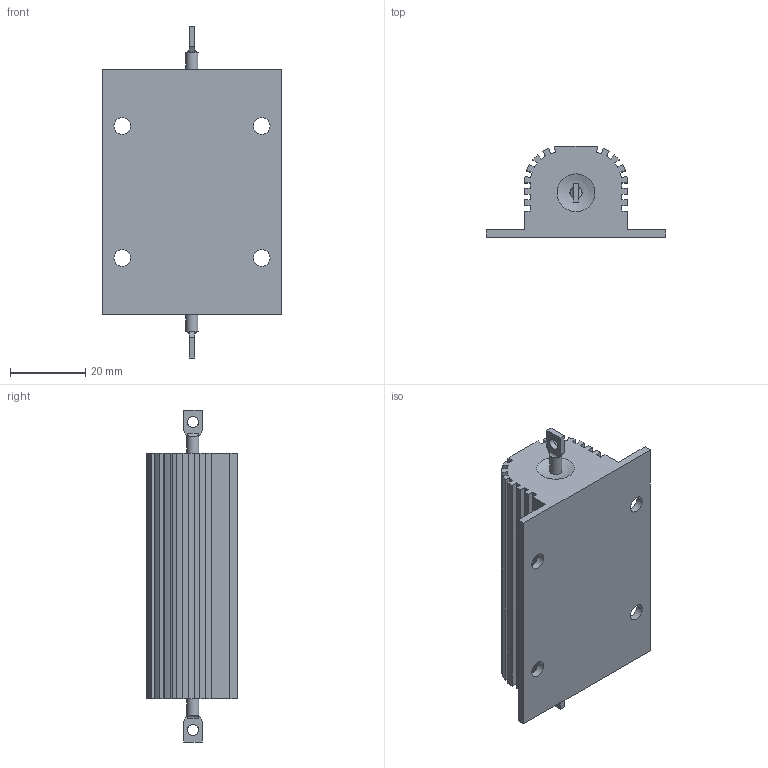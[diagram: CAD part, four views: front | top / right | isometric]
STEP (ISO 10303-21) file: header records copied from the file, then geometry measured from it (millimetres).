
FILE_DESCRIPTION(/* description */ (''),/* implementation_level */ '2;1');
FILE_NAME(/* name */ 'ARCOL_HS100-220R J.stp',/* time_stamp */ '2020-06-02T07:38:49+02:00',/* author */ ('daniel.schmid'),/* organization */ (''),/* preprocessor_version */ 'ST-DEVELOPER v17',/* originating_system */ 'Autodesk Inventor 2019',/* authorisation */ '');
FILE_SCHEMA (('AUTOMOTIVE_DESIGN { 1 0 10303 214 3 1 1 }'));
Length unit declared in the file: millimetre
Products named in the file (1): ARCOL_HS100-220R J
Bounding box: 47.5 x 24.1 x 88 mm (x, y, z)
Volume: 40812.5 mm3; surface area: 13115.2 mm2
Topology: 1 solids, 1 shells, 255 faces, 711 edges, 474 vertices
Faces by surface type: plane 149, bspline 82, cylinder 22, sphere 2
Full cylindrical faces by diameter (mm): 3 x2, 3.2 x2, 4.4 x4
Entity records: 9130 total; most frequent: CARTESIAN_POINT 2840, ORIENTED_EDGE 1422, DIRECTION 945, EDGE_CURVE 711, LINE 481, VECTOR 481, VERTEX_POINT 474, EDGE_LOOP 283
